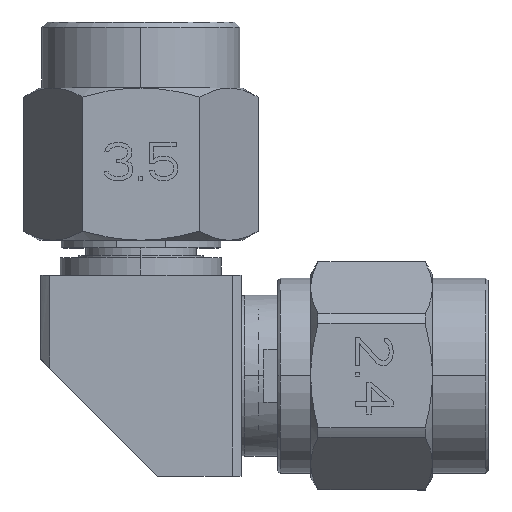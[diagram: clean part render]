
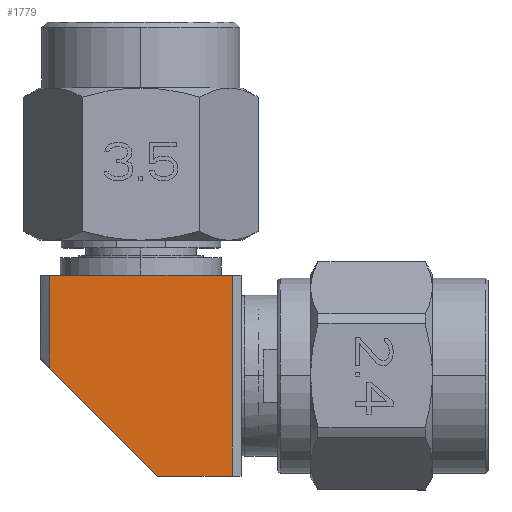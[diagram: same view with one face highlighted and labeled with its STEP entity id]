
A CAD part, top view. The second image highlights one B-rep face of the part: STEP entity #1779.
In plain terms, the highlighted face is planar.
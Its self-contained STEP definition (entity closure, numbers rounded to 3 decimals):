
#136 = EDGE_CURVE ( 'NONE', #8777, #968, #8938, .T. ) ;
#384 = EDGE_CURVE ( 'NONE', #7934, #10302, #4599, .T. ) ;
#436 = CARTESIAN_POINT ( 'NONE',  ( 0., -3.597, -3.96 ) ) ;
#594 = CARTESIAN_POINT ( 'NONE',  ( 3.96, -3.597, -3.96 ) ) ;
#730 = LINE ( 'NONE', #3990, #5930 ) ;
#968 = VERTEX_POINT ( 'NONE', #3140 ) ;
#1070 = ORIENTED_EDGE ( 'NONE', *, *, #384, .F. ) ;
#1576 = VECTOR ( 'NONE', #9569, 1000. ) ;
#1779 = ADVANCED_FACE ( 'NONE', ( #4906 ), #9064, .F. ) ;
#1928 = CARTESIAN_POINT ( 'NONE',  ( -3.96, 0., -3.96 ) ) ;
#2021 = EDGE_CURVE ( 'NONE', #968, #10332, #2994, .T. ) ;
#2355 = ORIENTED_EDGE ( 'NONE', *, *, #3929, .F. ) ;
#2619 = LINE ( 'NONE', #1928, #9698 ) ;
#2994 = LINE ( 'NONE', #436, #3900 ) ;
#3140 = CARTESIAN_POINT ( 'NONE',  ( 0.297, -3.597, -3.96 ) ) ;
#3205 = ORIENTED_EDGE ( 'NONE', *, *, #8823, .F. ) ;
#3236 = DIRECTION ( 'NONE',  ( 0., 0., 1. ) ) ;
#3269 = DIRECTION ( 'NONE',  ( 0.707, -0.707, 0. ) ) ;
#3900 = VECTOR ( 'NONE', #8543, 1000. ) ;
#3929 = EDGE_CURVE ( 'NONE', #10302, #8777, #2619, .T. ) ;
#3935 = DIRECTION ( 'NONE',  ( 0., 1., 0. ) ) ;
#3990 = CARTESIAN_POINT ( 'NONE',  ( 3.96, -3.96, -3.96 ) ) ;
#4022 = CARTESIAN_POINT ( 'NONE',  ( 3.96, 3.597, -3.96 ) ) ;
#4599 = LINE ( 'NONE', #7720, #1576 ) ;
#4906 = FACE_OUTER_BOUND ( 'NONE', #5438, .T. ) ;
#4958 = CARTESIAN_POINT ( 'NONE',  ( 0., 0., -3.96 ) ) ;
#5438 = EDGE_LOOP ( 'NONE', ( #2355, #1070, #3205, #6574, #10533 ) ) ;
#5930 = VECTOR ( 'NONE', #3935, 1000. ) ;
#6316 = AXIS2_PLACEMENT_3D ( 'NONE', #4958, #3236, #7259 ) ;
#6340 = CARTESIAN_POINT ( 'NONE',  ( -3.96, 3.597, -3.96 ) ) ;
#6514 = CARTESIAN_POINT ( 'NONE',  ( -3.96, 0.66, -3.96 ) ) ;
#6574 = ORIENTED_EDGE ( 'NONE', *, *, #2021, .F. ) ;
#7259 = DIRECTION ( 'NONE',  ( 1., 0., 0. ) ) ;
#7720 = CARTESIAN_POINT ( 'NONE',  ( 0., 3.597, -3.96 ) ) ;
#7934 = VERTEX_POINT ( 'NONE', #4022 ) ;
#8434 = DIRECTION ( 'NONE',  ( 0., -1., 0. ) ) ;
#8543 = DIRECTION ( 'NONE',  ( 1., 0., 0. ) ) ;
#8777 = VERTEX_POINT ( 'NONE', #9807 ) ;
#8823 = EDGE_CURVE ( 'NONE', #10332, #7934, #730, .T. ) ;
#8938 = LINE ( 'NONE', #6514, #9916 ) ;
#9064 = PLANE ( 'NONE',  #6316 ) ;
#9569 = DIRECTION ( 'NONE',  ( -1., 0., 0. ) ) ;
#9698 = VECTOR ( 'NONE', #8434, 1000. ) ;
#9807 = CARTESIAN_POINT ( 'NONE',  ( -3.96, 0.66, -3.96 ) ) ;
#9916 = VECTOR ( 'NONE', #3269, 1000. ) ;
#10302 = VERTEX_POINT ( 'NONE', #6340 ) ;
#10332 = VERTEX_POINT ( 'NONE', #594 ) ;
#10533 = ORIENTED_EDGE ( 'NONE', *, *, #136, .F. ) ;
